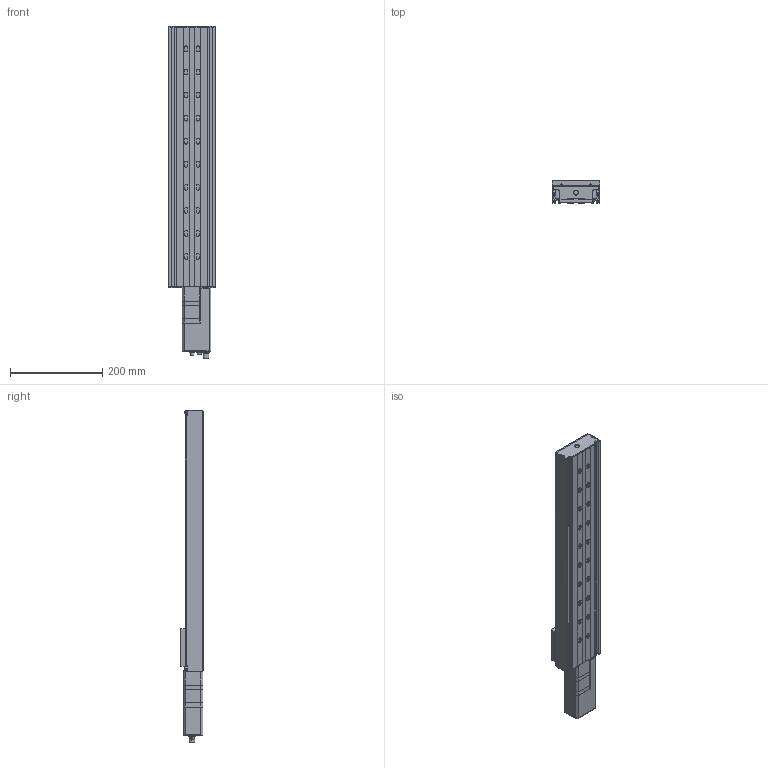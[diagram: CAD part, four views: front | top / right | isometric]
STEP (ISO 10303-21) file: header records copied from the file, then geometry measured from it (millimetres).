
FILE_DESCRIPTION (( 'STEP AP203' ), '1' );
FILE_NAME ('X-LRQ450xL-E01C.step', '2023-05-17T23:52:45', ( '' ), ( '' ), 'SwSTEP 2.0', 'SolidWorks 2019', '' );
FILE_SCHEMA (( 'CONFIG_CONTROL_DESIGN' ));
Length unit declared in the file: millimetre
Products named in the file (4): NMS17_motor^LRQ_X-LRQ-E01; LRQ_carriage^LRQ_LRQ-C; LRQ_base^LRQ_LRQ450L-C; X-LRQ450xL-E01C
Assembly tree (3 placements, depth 2):
  X-LRQ450xL-E01C
    LRQ_base^LRQ_LRQ450L-C
    LRQ_carriage^LRQ_LRQ-C
    NMS17_motor^LRQ_X-LRQ-E01
Bounding box: 103.5 x 48 x 720.25 mm (x, y, z)
Volume: 1348831.2 mm3; surface area: 594640.7 mm2
Topology: 33 solids, 33 shells, 937 faces, 2392 edges, 1577 vertices
Faces by surface type: plane 589, cylinder 306, cone 30, torus 8, sphere 4
Entity records: 28949 total; most frequent: CARTESIAN_POINT 5228, DIRECTION 4895, ORIENTED_EDGE 4752, EDGE_CURVE 2376, VECTOR 1655, LINE 1655, AXIS2_PLACEMENT_3D 1620, VERTEX_POINT 1573
